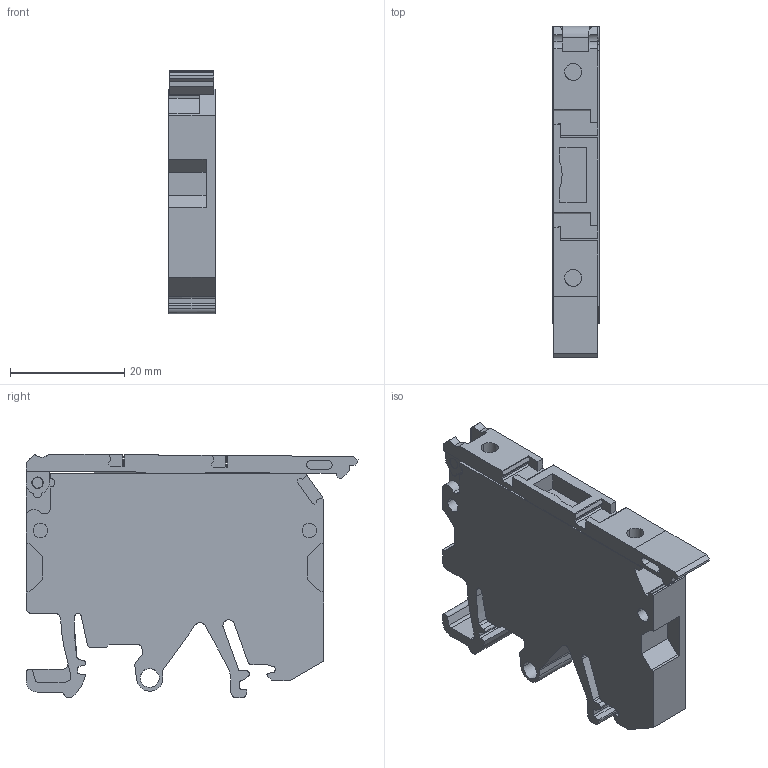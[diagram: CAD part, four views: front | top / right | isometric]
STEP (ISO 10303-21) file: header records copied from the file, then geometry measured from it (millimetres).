
FILE_DESCRIPTION(('CATIA V5 STEP Exchange','CAx-IF Rec.Pracs.--- Model Styling and Organization---1.5--- 2016-08-15','CAx-IF Rec.Pracs.---Supplemental Geometry---1.0---2011-11-01','CAx-IF Rec.Pracs.--- Composite Materials ---1.1---2010-07-15'),'2;1');
FILE_NAME ('D1445957_1', '2025-09-25T06:14:32+00:00', ('none'), ('Weidmueller'), 'CATIA Version 5-6 Release 2024 SP4', 'CATIA V5 STEP AP214 v3', 'none');
FILE_SCHEMA(('AUTOMOTIVE_DESIGN { 1 0 10303 214 1 1 1 1 }'));
Length unit declared in the file: millimetre
Products named in the file (1): 0456360000
Bounding box: 8.1 x 58.03 x 42.59 mm (x, y, z)
Volume: 13615.3 mm3; surface area: 7150 mm2
Topology: 1 solids, 1 shells, 288 faces, 830 edges, 550 vertices
Faces by surface type: plane 174, cylinder 112, bspline 2
Entity records: 10520 total; most frequent: CARTESIAN_POINT 3174, ORIENTED_EDGE 1660, DIRECTION 1273, EDGE_CURVE 830, VECTOR 597, LINE 597, VERTEX_POINT 550, AXIS2_PLACEMENT_3D 391
